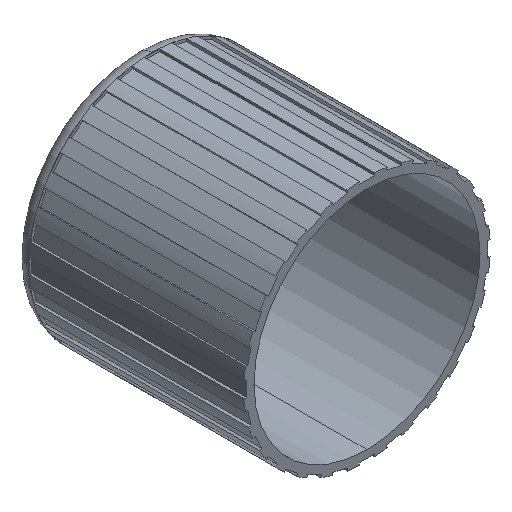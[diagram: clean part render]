
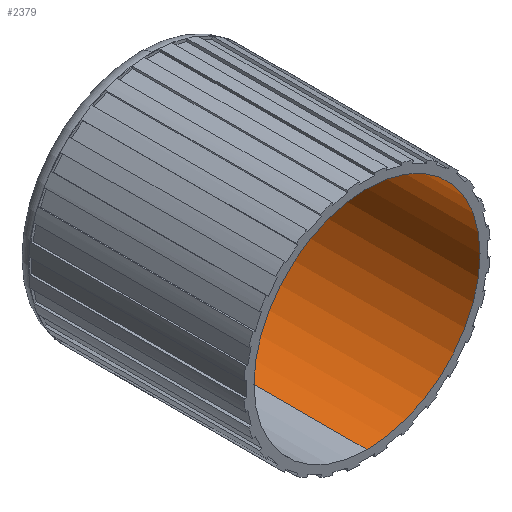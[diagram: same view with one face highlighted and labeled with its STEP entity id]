
A CAD part, isometric view. The second image highlights one B-rep face of the part: STEP entity #2379.
In plain terms, the highlighted cylindrical face has radius 7.62 mm (diameter 15.24 mm), a partial arc.
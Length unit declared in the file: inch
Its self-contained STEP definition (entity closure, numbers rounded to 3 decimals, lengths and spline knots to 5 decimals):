
#154 = DIRECTION ( 'NONE',  ( 0., 0., 1. ) ) ;
#155 = DIRECTION ( 'NONE',  ( 0., 1., 0. ) ) ;
#156 = CARTESIAN_POINT ( 'NONE',  ( 0., 0., 0. ) ) ;
#157 = AXIS2_PLACEMENT_3D ( 'NONE', #156, #155, #154 ) ;
#158 = CIRCLE ( 'NONE', #157, 0.3 ) ;
#270 = DIRECTION ( 'NONE',  ( 0., 1., 0. ) ) ;
#271 = VECTOR ( 'NONE', #270, 39.37008 ) ;
#272 = CARTESIAN_POINT ( 'NONE',  ( 0., 0., 0.3 ) ) ;
#273 = LINE ( 'NONE', #272, #271 ) ;
#461 = CARTESIAN_POINT ( 'NONE',  ( 0., 0.61, 0. ) ) ;
#462 = CIRCLE ( 'NONE', #610, 0.3 ) ;
#463 = CARTESIAN_POINT ( 'NONE',  ( 0., 0.61, -0.3 ) ) ;
#607 = CARTESIAN_POINT ( 'NONE',  ( 0., 0.61, 0.3 ) ) ;
#608 = DIRECTION ( 'NONE',  ( 0., 0., 1. ) ) ;
#609 = DIRECTION ( 'NONE',  ( 0., 1., 0. ) ) ;
#610 = AXIS2_PLACEMENT_3D ( 'NONE', #461, #609, #608 ) ;
#618 = DIRECTION ( 'NONE',  ( 0., 1., 0. ) ) ;
#619 = VECTOR ( 'NONE', #618, 39.37008 ) ;
#620 = CARTESIAN_POINT ( 'NONE',  ( 0., 0., -0.3 ) ) ;
#621 = LINE ( 'NONE', #620, #619 ) ;
#622 = CARTESIAN_POINT ( 'NONE',  ( 0., 0., 0.3 ) ) ;
#623 = CARTESIAN_POINT ( 'NONE',  ( 0., 0., -0.3 ) ) ;
#1196 = FACE_OUTER_BOUND ( 'NONE', #2109, .T. ) ;
#1378 = DIRECTION ( 'NONE',  ( 0., 0., 1. ) ) ;
#1379 = DIRECTION ( 'NONE',  ( 0., 1., 0. ) ) ;
#1380 = AXIS2_PLACEMENT_3D ( 'NONE', #1383, #1379, #1378 ) ;
#1381 = CYLINDRICAL_SURFACE ( 'NONE', #1380, 0.3 ) ;
#1383 = CARTESIAN_POINT ( 'NONE',  ( 0., 0., 0. ) ) ;
#1992 = EDGE_CURVE ( 'NONE', #2221, #2220, #158, .T. ) ;
#2065 = EDGE_CURVE ( 'NONE', #2221, #2154, #273, .T. ) ;
#2109 = EDGE_LOOP ( 'NONE', ( #2380, #2133, #2123, #2124 ) ) ;
#2123 = ORIENTED_EDGE ( 'NONE', *, *, #2065, .T. ) ;
#2124 = ORIENTED_EDGE ( 'NONE', *, *, #2153, .T. ) ;
#2133 = ORIENTED_EDGE ( 'NONE', *, *, #1992, .F. ) ;
#2151 = VERTEX_POINT ( 'NONE', #463 ) ;
#2153 = EDGE_CURVE ( 'NONE', #2154, #2151, #462, .T. ) ;
#2154 = VERTEX_POINT ( 'NONE', #607 ) ;
#2220 = VERTEX_POINT ( 'NONE', #623 ) ;
#2221 = VERTEX_POINT ( 'NONE', #622 ) ;
#2223 = EDGE_CURVE ( 'NONE', #2220, #2151, #621, .T. ) ;
#2379 = ADVANCED_FACE ( 'NONE', ( #1196 ), #1381, .F. ) ;
#2380 = ORIENTED_EDGE ( 'NONE', *, *, #2223, .F. ) ;
